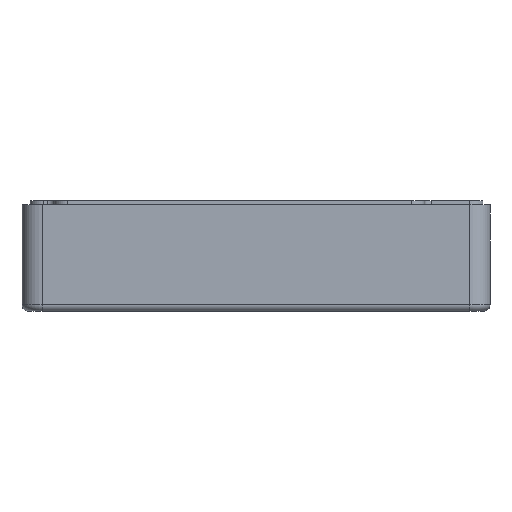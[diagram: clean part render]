
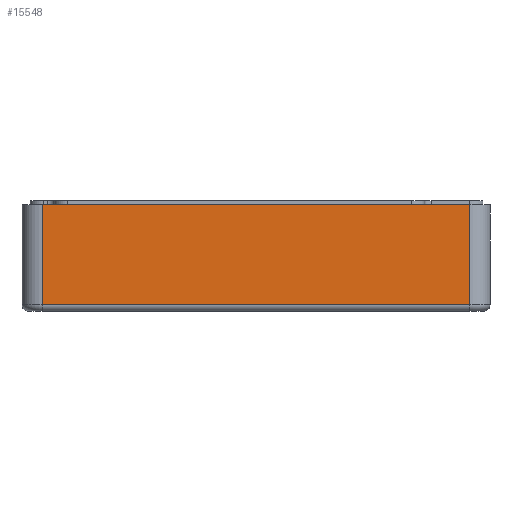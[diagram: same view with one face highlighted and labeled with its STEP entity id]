
A CAD part, left-side view. The second image highlights one B-rep face of the part: STEP entity #15548.
In plain terms, the highlighted planar face has unit normal (-1, 0, 0).
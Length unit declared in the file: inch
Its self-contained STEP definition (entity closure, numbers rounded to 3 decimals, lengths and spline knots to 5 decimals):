
#2062=FACE_OUTER_BOUND('',#2977,.T.);
#2977=EDGE_LOOP('',(#14253,#14254,#14255,#14256));
#4238=LINE('',#28284,#5741);
#4241=LINE('',#28303,#5744);
#4477=LINE('',#29001,#5980);
#4480=LINE('',#29007,#5983);
#5741=VECTOR('',#18211,0.3937);
#5744=VECTOR('',#18236,0.3937);
#5980=VECTOR('',#18934,0.3937);
#5983=VECTOR('',#18943,0.3937);
#7257=VERTEX_POINT('',#28274);
#7259=VERTEX_POINT('',#28280);
#7265=VERTEX_POINT('',#28301);
#7482=VERTEX_POINT('',#28999);
#9397=EDGE_CURVE('',#7257,#7259,#4238,.T.);
#9407=EDGE_CURVE('',#7265,#7257,#4241,.T.);
#9737=EDGE_CURVE('',#7482,#7265,#4477,.T.);
#9740=EDGE_CURVE('',#7259,#7482,#4480,.T.);
#14253=ORIENTED_EDGE('',*,*,#9397,.F.);
#14254=ORIENTED_EDGE('',*,*,#9407,.F.);
#14255=ORIENTED_EDGE('',*,*,#9737,.F.);
#14256=ORIENTED_EDGE('',*,*,#9740,.F.);
#14713=PLANE('',#16188);
#15548=ADVANCED_FACE('',(#2062),#14713,.T.);
#16188=AXIS2_PLACEMENT_3D('',#29008,#18944,#18945);
#18211=DIRECTION('',(0.,1.,0.));
#18236=DIRECTION('',(0.,0.,-1.));
#18934=DIRECTION('',(0.,-1.,0.));
#18943=DIRECTION('',(0.,0.,1.));
#18944=DIRECTION('center_axis',(-1.,0.,0.));
#18945=DIRECTION('ref_axis',(0.,1.,0.));
#28274=CARTESIAN_POINT('',(0.,0.25,-0.09));
#28280=CARTESIAN_POINT('',(0.,5.55,-0.09));
#28284=CARTESIAN_POINT('',(0.,1.575,-0.09));
#28301=CARTESIAN_POINT('',(0.,0.25,1.15));
#28303=CARTESIAN_POINT('',(0.,0.25,0.));
#28999=CARTESIAN_POINT('',(0.,5.55,1.15));
#29001=CARTESIAN_POINT('',(0.,5.55,1.15));
#29007=CARTESIAN_POINT('',(0.,5.55,0.));
#29008=CARTESIAN_POINT('Origin',(0.,0.25,0.));
